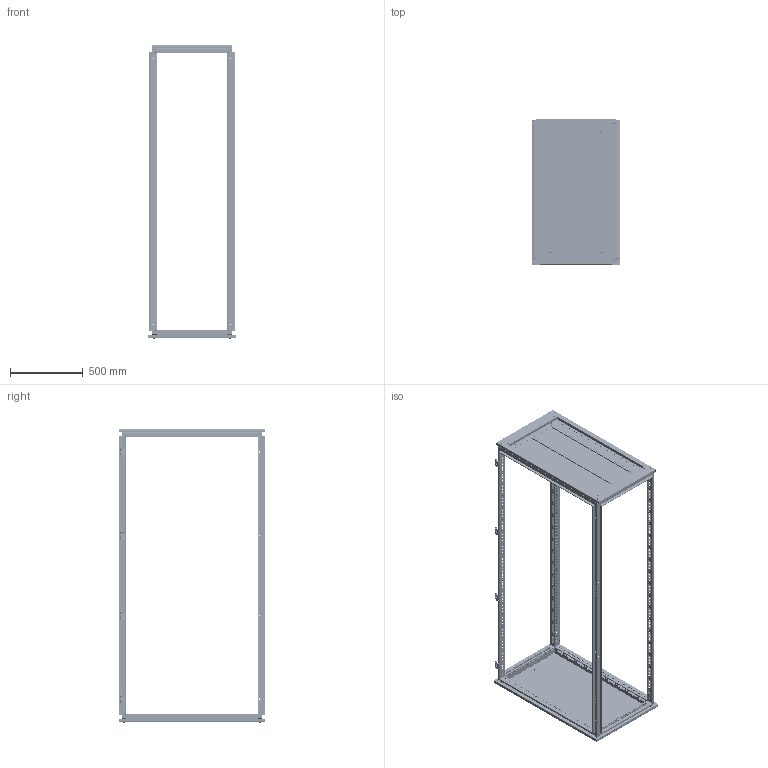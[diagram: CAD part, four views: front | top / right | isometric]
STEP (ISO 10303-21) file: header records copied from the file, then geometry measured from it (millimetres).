
FILE_DESCRIPTION (( 'STEP AP203' ), '1' );
FILE_NAME ('R5KTB106+R5KMDR20.step', '2011-02-16T15:01:47', ( 'User' ), ( 'DKC' ), 'SwSTEP 2.0', 'SolidWorks 2010', '' );
FILE_SCHEMA (( 'CONFIG_CONTROL_DESIGN' ));
Products named in the file (24): R5KTB106+R5KMDR20; Assem base_KTB106; Lamiera trasversale per fondo da_1000; Lamiera laterale per fondo da_600; Fondo per quadro da_1000x95; Fondo per quadro da_1000x195; Traversa inferiore tenuta fondo_600; Capscrew with recessed hexahedron M6 x 10_ISO 4762 M6 x 10 --- 10S; Acc00c561_Default; Assem roof_KTB106; sealant for base_1000x600; Traversa laterale per quadro prof_600; Traversa frontale per quadro largh._1000; AC00C469S_Default; AC00C469D_Default; Sviluppo tetto da_1000x600; Button head screw with recessed hexahedron M12 x 20 _ISO 7380 - M12 x 20 --- 20S; Flange nut M6_ISO 7044-M6-S; Pan Head Cross Recess Screw M6x35_ISO 7045 - M6 x 35 - Z --- 35S; land; end-cap; Montante per quadro_2000; cerniera DAE_Default; AC00C254_Default
Assembly tree (68 placements, depth 3):
  R5KTB106+R5KMDR20
    AC00C254_Default  x4
    Assem roof_KTB106
      Pan Head Cross Recess Screw M6x35_ISO 7045 - M6 x 35 - Z --- 35S  x2
      Traversa laterale per quadro prof_600  x2
      Sviluppo tetto da_1000x600
      AC00C469D_Default  x2
      Button head screw with recessed hexahedron M12 x 20 _ISO 7380 - M12 x 20 --- 20S  x4
      Flange nut M6_ISO 7044-M6-S  x2
      Traversa frontale per quadro largh._1000  x2
      land  x2
      sealant for base_1000x600
      AC00C469S_Default  x2
      end-cap  x2
    cerniera DAE_Default  x4
    Assem base_KTB106
      Lamiera trasversale per fondo da_1000  x2
      Traversa frontale per quadro largh._1000  x2
      Fondo per quadro da_1000x195  x2
      Lamiera laterale per fondo da_600  x2
      Acc00c561_Default  x6
      AC00C469S_Default  x2
      Fondo per quadro da_1000x95
      Flange nut M6_ISO 7044-M6-S  x4
      sealant for base_1000x600
      Capscrew with recessed hexahedron M6 x 10_ISO 4762 M6 x 10 --- 10S  x4
      AC00C469D_Default  x2
      Traversa laterale per quadro prof_600  x2
      Traversa inferiore tenuta fondo_600  x2
    Montante per quadro_2000  x4
Bounding box: 599 x 1000.5 x 2014.1 mm (x, y, z)
Volume: 6624833.6 mm3; surface area: 8219243.5 mm2
Topology: 68 solids, 68 shells, 14708 faces, 40032 edges, 25726 vertices
Faces by surface type: plane 7444, cylinder 4470, cone 1768, bspline 714, torus 212, sphere 100
Entity records: 149796 total; most frequent: CARTESIAN_POINT 38330, ORIENTED_EDGE 22982, DIRECTION 21615, EDGE_CURVE 11491, VERTEX_POINT 7393, AXIS2_PLACEMENT_3D 7293, LINE 7029, VECTOR 7029
